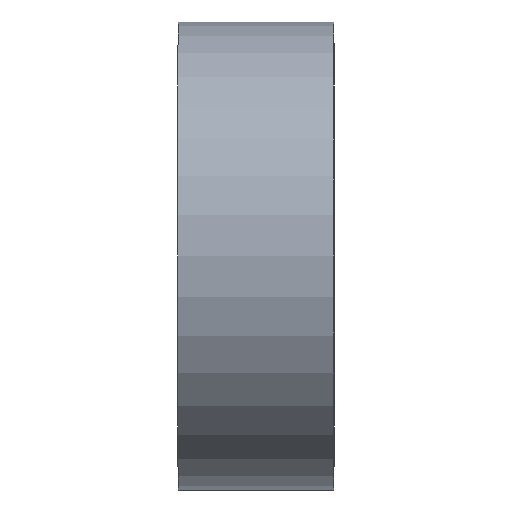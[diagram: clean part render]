
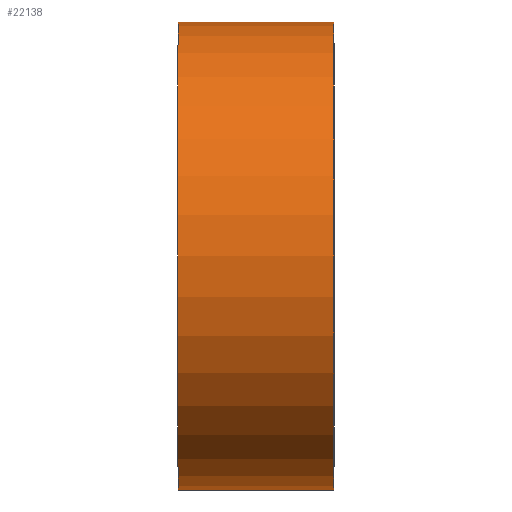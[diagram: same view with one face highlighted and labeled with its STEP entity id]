
A CAD part, left-side view. The second image highlights one B-rep face of the part: STEP entity #22138.
In plain terms, the highlighted cylindrical face has radius 24 mm (diameter 48 mm), a partial arc.
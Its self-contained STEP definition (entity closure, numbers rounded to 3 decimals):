
#1095 = LINE ( 'NONE', #22945, #4577 ) ;
#1244 = ORIENTED_EDGE ( 'NONE', *, *, #4645, .T. ) ;
#1293 = EDGE_LOOP ( 'NONE', ( #15586, #4255, #1244, #3832 ) ) ;
#1738 = DIRECTION ( 'NONE',  ( 0., 1., 0. ) ) ;
#2434 = AXIS2_PLACEMENT_3D ( 'NONE', #20213, #7930, #10523 ) ;
#3832 = ORIENTED_EDGE ( 'NONE', *, *, #31147, .F. ) ;
#4255 = ORIENTED_EDGE ( 'NONE', *, *, #25340, .F. ) ;
#4577 = VECTOR ( 'NONE', #22825, 1000. ) ;
#4630 = VERTEX_POINT ( 'NONE', #23150 ) ;
#4645 = EDGE_CURVE ( 'NONE', #6511, #30072, #1095, .T. ) ;
#5918 = LINE ( 'NONE', #18170, #8645 ) ;
#6511 = VERTEX_POINT ( 'NONE', #16972 ) ;
#7761 = FACE_OUTER_BOUND ( 'NONE', #1293, .T. ) ;
#7930 = DIRECTION ( 'NONE',  ( 0., 1., 0. ) ) ;
#8645 = VECTOR ( 'NONE', #1738, 1000. ) ;
#8895 = CYLINDRICAL_SURFACE ( 'NONE', #29924, 24. ) ;
#10371 = DIRECTION ( 'NONE',  ( 0., -1., 0. ) ) ;
#10523 = DIRECTION ( 'NONE',  ( 0., 0., 1. ) ) ;
#10913 = CIRCLE ( 'NONE', #2434, 24. ) ;
#10970 = DIRECTION ( 'NONE',  ( 0., 0., 1. ) ) ;
#12638 = CARTESIAN_POINT ( 'NONE',  ( 0., 16., 24. ) ) ;
#13643 = DIRECTION ( 'NONE',  ( 0., 1., 0. ) ) ;
#13928 = EDGE_CURVE ( 'NONE', #24189, #4630, #5918, .T. ) ;
#15586 = ORIENTED_EDGE ( 'NONE', *, *, #13928, .F. ) ;
#16972 = CARTESIAN_POINT ( 'NONE',  ( 0., 0., 24. ) ) ;
#18170 = CARTESIAN_POINT ( 'NONE',  ( 0., -67.882, -24. ) ) ;
#20213 = CARTESIAN_POINT ( 'NONE',  ( 0., 16., 0. ) ) ;
#20278 = CARTESIAN_POINT ( 'NONE',  ( 0., 0., 0. ) ) ;
#22138 = ADVANCED_FACE ( 'NONE', ( #7761 ), #8895, .T. ) ;
#22638 = AXIS2_PLACEMENT_3D ( 'NONE', #20278, #10371, #30103 ) ;
#22825 = DIRECTION ( 'NONE',  ( 0., 1., 0. ) ) ;
#22945 = CARTESIAN_POINT ( 'NONE',  ( 0., -67.882, 24. ) ) ;
#23150 = CARTESIAN_POINT ( 'NONE',  ( 0., 16., -24. ) ) ;
#23875 = CARTESIAN_POINT ( 'NONE',  ( 0., 0., -24. ) ) ;
#24189 = VERTEX_POINT ( 'NONE', #23875 ) ;
#25340 = EDGE_CURVE ( 'NONE', #6511, #24189, #30662, .T. ) ;
#28143 = CARTESIAN_POINT ( 'NONE',  ( 0., -67.882, 0. ) ) ;
#29924 = AXIS2_PLACEMENT_3D ( 'NONE', #28143, #13643, #10970 ) ;
#30072 = VERTEX_POINT ( 'NONE', #12638 ) ;
#30103 = DIRECTION ( 'NONE',  ( 0., 0., 1. ) ) ;
#30662 = CIRCLE ( 'NONE', #22638, 24. ) ;
#31147 = EDGE_CURVE ( 'NONE', #4630, #30072, #10913, .T. ) ;
